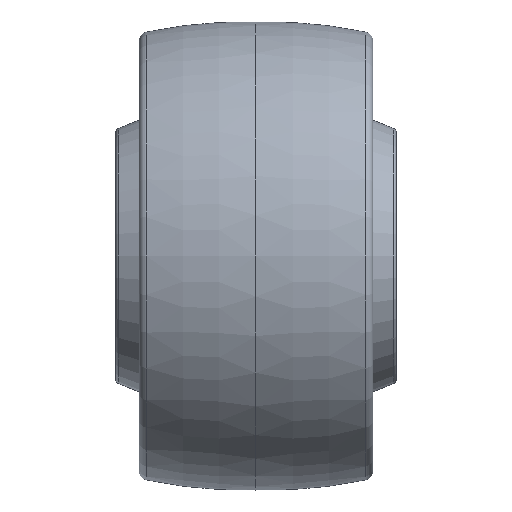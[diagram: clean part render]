
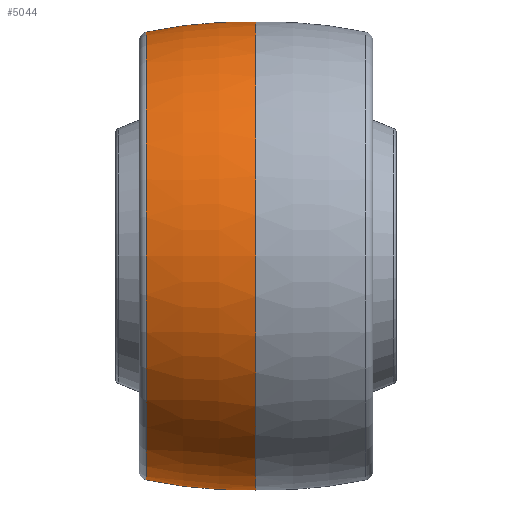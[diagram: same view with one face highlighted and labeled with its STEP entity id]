
A CAD part, front view. The second image highlights one B-rep face of the part: STEP entity #5044.
In plain terms, the highlighted toroidal (fillet/blend) face has major radius 49.965 mm and minor radius 100 mm.
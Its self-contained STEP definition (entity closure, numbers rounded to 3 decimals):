
#231 = VERTEX_POINT ( 'NONE', #2161 ) ;
#463 = DIRECTION ( 'NONE',  ( 1., 0., 0. ) ) ;
#611 = ORIENTED_EDGE ( 'NONE', *, *, #3181, .F. ) ;
#616 = VERTEX_POINT ( 'NONE', #5958 ) ;
#1036 = CARTESIAN_POINT ( 'NONE',  ( -2.628, 0., -49.965 ) ) ;
#1161 = EDGE_CURVE ( 'NONE', #3220, #5563, #5228, .T. ) ;
#1413 = AXIS2_PLACEMENT_3D ( 'NONE', #3012, #2408, #4042 ) ;
#1783 = ORIENTED_EDGE ( 'NONE', *, *, #3252, .T. ) ;
#1893 = DIRECTION ( 'NONE',  ( 0., 0., 1. ) ) ;
#2079 = AXIS2_PLACEMENT_3D ( 'NONE', #2090, #463, #3174 ) ;
#2090 = CARTESIAN_POINT ( 'NONE',  ( -2.628, 0., 0. ) ) ;
#2161 = CARTESIAN_POINT ( 'NONE',  ( -23.416, 0., 47.85 ) ) ;
#2323 = AXIS2_PLACEMENT_3D ( 'NONE', #1036, #2659, #6760 ) ;
#2408 = DIRECTION ( 'NONE',  ( -1., 0., 0. ) ) ;
#2636 = AXIS2_PLACEMENT_3D ( 'NONE', #3151, #6392, #6364 ) ;
#2659 = DIRECTION ( 'NONE',  ( 0., 1., 0. ) ) ;
#3012 = CARTESIAN_POINT ( 'NONE',  ( 0., 0., 0. ) ) ;
#3151 = CARTESIAN_POINT ( 'NONE',  ( -2.628, 0., 49.965 ) ) ;
#3174 = DIRECTION ( 'NONE',  ( 0., 0., 1. ) ) ;
#3181 = EDGE_CURVE ( 'NONE', #616, #231, #4867, .T. ) ;
#3220 = VERTEX_POINT ( 'NONE', #4756 ) ;
#3252 = EDGE_CURVE ( 'NONE', #616, #3220, #5436, .T. ) ;
#3536 = AXIS2_PLACEMENT_3D ( 'NONE', #4107, #5605, #1893 ) ;
#3627 = ORIENTED_EDGE ( 'NONE', *, *, #5260, .F. ) ;
#4042 = DIRECTION ( 'NONE',  ( 0., 0., 1. ) ) ;
#4107 = CARTESIAN_POINT ( 'NONE',  ( -23.416, 0., 0. ) ) ;
#4666 = CIRCLE ( 'NONE', #2323, 100. ) ;
#4756 = CARTESIAN_POINT ( 'NONE',  ( 0., 0., -50. ) ) ;
#4867 = CIRCLE ( 'NONE', #3536, 47.85 ) ;
#5044 = ADVANCED_FACE ( 'NONE', ( #6797 ), #5108, .T. ) ;
#5108 = TOROIDAL_SURFACE ( 'NONE', #2079, -49.965, 100. ) ;
#5228 = CIRCLE ( 'NONE', #1413, 50. ) ;
#5260 = EDGE_CURVE ( 'NONE', #231, #5563, #4666, .T. ) ;
#5436 = CIRCLE ( 'NONE', #2636, 100. ) ;
#5450 = CARTESIAN_POINT ( 'NONE',  ( 0., 0., 50. ) ) ;
#5563 = VERTEX_POINT ( 'NONE', #5450 ) ;
#5605 = DIRECTION ( 'NONE',  ( -1., 0., 0. ) ) ;
#5958 = CARTESIAN_POINT ( 'NONE',  ( -23.416, 0., -47.85 ) ) ;
#6364 = DIRECTION ( 'NONE',  ( 0., 0., -1. ) ) ;
#6392 = DIRECTION ( 'NONE',  ( 0., -1., 0. ) ) ;
#6644 = EDGE_LOOP ( 'NONE', ( #611, #1783, #6905, #3627 ) ) ;
#6760 = DIRECTION ( 'NONE',  ( 0., 0., 1. ) ) ;
#6797 = FACE_OUTER_BOUND ( 'NONE', #6644, .T. ) ;
#6905 = ORIENTED_EDGE ( 'NONE', *, *, #1161, .T. ) ;
